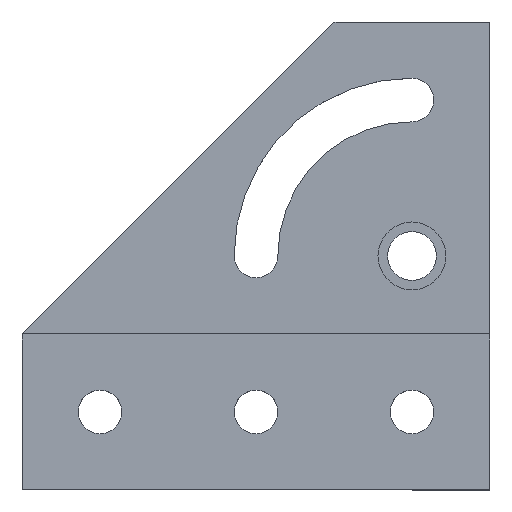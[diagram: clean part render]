
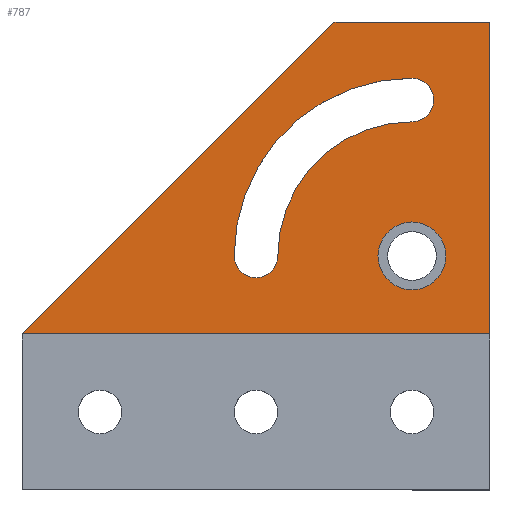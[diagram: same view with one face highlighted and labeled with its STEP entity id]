
A CAD part, top view. The second image highlights one B-rep face of the part: STEP entity #787.
In plain terms, the highlighted planar face has unit normal (0, 0, 1).
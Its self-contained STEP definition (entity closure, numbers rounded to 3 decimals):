
#420=CARTESIAN_POINT('',(1.0,1.218,0.158));
#421=VERTEX_POINT('',#420);
#437=CARTESIAN_POINT('',(1.0,0.782,0.158));
#438=VERTEX_POINT('',#437);
#445=CARTESIAN_POINT('',(1.0,1.0,0.158));
#446=DIRECTION('',(0.0,0.0,-1.0));
#447=DIRECTION('',(0.0,1.0,0.0));
#448=AXIS2_PLACEMENT_3D('',#445,#446,#447);
#449=CIRCLE('',#448,0.218);
#450=EDGE_CURVE('',#421,#438,#449,.T.);
#461=CARTESIAN_POINT('',(1.0,1.0,0.158));
#462=DIRECTION('',(0.0,0.0,-1.0));
#463=DIRECTION('',(0.0,1.0,0.0));
#464=AXIS2_PLACEMENT_3D('',#461,#462,#463);
#465=CIRCLE('',#464,0.218);
#466=EDGE_CURVE('',#438,#421,#465,.T.);
#484=CARTESIAN_POINT('',(1.0,1.86,0.158));
#485=VERTEX_POINT('',#484);
#486=CARTESIAN_POINT('',(0.14,1.0,0.158));
#487=VERTEX_POINT('',#486);
#488=CARTESIAN_POINT('',(1.0,1.0,0.158));
#489=DIRECTION('',(0.0,0.0,1.0));
#490=DIRECTION('',(-0.707,0.707,0.0));
#491=AXIS2_PLACEMENT_3D('',#488,#489,#490);
#492=CIRCLE('',#491,0.86);
#493=EDGE_CURVE('',#485,#487,#492,.T.);
#526=CARTESIAN_POINT('',(-0.14,1.0,0.158));
#527=VERTEX_POINT('',#526);
#528=CARTESIAN_POINT('',(0.0,1.0,0.158));
#529=DIRECTION('',(0.0,0.0,-1.0));
#530=DIRECTION('',(0.0,-1.0,0.0));
#531=AXIS2_PLACEMENT_3D('',#528,#529,#530);
#532=CIRCLE('',#531,0.14);
#533=EDGE_CURVE('',#487,#527,#532,.T.);
#559=CARTESIAN_POINT('',(1.0,2.14,0.158));
#560=VERTEX_POINT('',#559);
#561=CARTESIAN_POINT('',(1.0,1.0,0.158));
#562=DIRECTION('',(0.0,0.0,-1.0));
#563=DIRECTION('',(-0.707,0.707,0.0));
#564=AXIS2_PLACEMENT_3D('',#561,#562,#563);
#565=CIRCLE('',#564,1.14);
#566=EDGE_CURVE('',#527,#560,#565,.T.);
#592=CARTESIAN_POINT('',(1.0,2.,0.158));
#593=DIRECTION('',(0.0,0.0,-1.0));
#594=DIRECTION('',(1.0,0.0,0.0));
#595=AXIS2_PLACEMENT_3D('',#592,#593,#594);
#596=CIRCLE('',#595,0.14);
#597=EDGE_CURVE('',#560,#485,#596,.T.);
#698=CARTESIAN_POINT('',(-1.5,0.5,0.158));
#699=VERTEX_POINT('',#698);
#706=CARTESIAN_POINT('',(0.5,2.5,0.158));
#707=VERTEX_POINT('',#706);
#708=CARTESIAN_POINT('',(-1.5,0.5,0.158));
#709=DIRECTION('',(0.707,0.707,0.));
#710=VECTOR('',#709,2.828);
#711=LINE('',#708,#710);
#712=EDGE_CURVE('',#699,#707,#711,.T.);
#729=CARTESIAN_POINT('',(1.5,2.5,0.158));
#730=VERTEX_POINT('',#729);
#731=CARTESIAN_POINT('',(0.5,2.5,0.158));
#732=DIRECTION('',(1.0,0.0,0.0));
#733=VECTOR('',#732,1.0);
#734=LINE('',#731,#733);
#735=EDGE_CURVE('',#707,#730,#734,.T.);
#754=CARTESIAN_POINT('',(-1.5,0.5,0.158));
#755=DIRECTION('',(0.0,0.0,1.0));
#756=DIRECTION('',(1.0,0.0,0.0));
#757=AXIS2_PLACEMENT_3D('',#754,#755,#756);
#758=PLANE('',#757);
#759=ORIENTED_EDGE('',*,*,#712,.F.);
#760=CARTESIAN_POINT('',(1.5,0.5,0.158));
#761=VERTEX_POINT('',#760);
#762=CARTESIAN_POINT('',(-1.5,0.5,0.158));
#763=DIRECTION('',(1.0,0.0,0.0));
#764=VECTOR('',#763,3.0);
#765=LINE('',#762,#764);
#766=EDGE_CURVE('',#699,#761,#765,.T.);
#767=ORIENTED_EDGE('',*,*,#766,.T.);
#768=CARTESIAN_POINT('',(1.5,0.5,0.158));
#769=DIRECTION('',(0.0,1.0,0.0));
#770=VECTOR('',#769,2.0);
#771=LINE('',#768,#770);
#772=EDGE_CURVE('',#761,#730,#771,.T.);
#773=ORIENTED_EDGE('',*,*,#772,.T.);
#774=ORIENTED_EDGE('',*,*,#735,.F.);
#775=EDGE_LOOP('',(#759,#767,#773,#774));
#776=FACE_OUTER_BOUND('',#775,.T.);
#777=ORIENTED_EDGE('',*,*,#450,.T.);
#778=ORIENTED_EDGE('',*,*,#466,.T.);
#779=EDGE_LOOP('',(#777,#778));
#780=FACE_BOUND('',#779,.T.);
#781=ORIENTED_EDGE('',*,*,#493,.T.);
#782=ORIENTED_EDGE('',*,*,#533,.T.);
#783=ORIENTED_EDGE('',*,*,#566,.T.);
#784=ORIENTED_EDGE('',*,*,#597,.T.);
#785=EDGE_LOOP('',(#781,#782,#783,#784));
#786=FACE_BOUND('',#785,.T.);
#787=ADVANCED_FACE('',(#776,#780,#786),#758,.T.);
